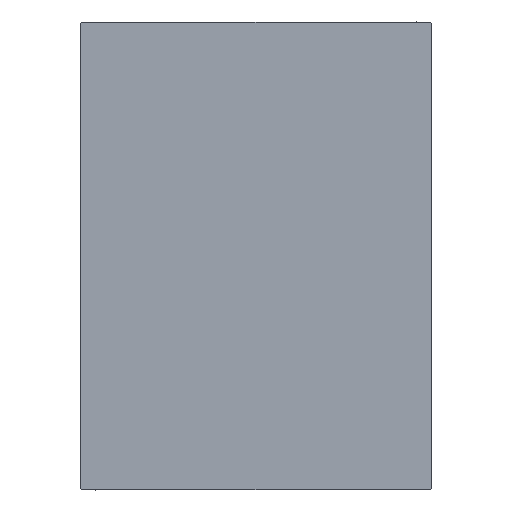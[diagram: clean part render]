
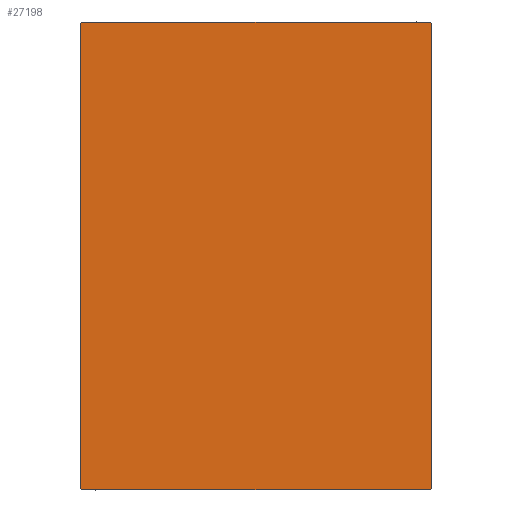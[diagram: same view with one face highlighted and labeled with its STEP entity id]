
A CAD part, left-side view. The second image highlights one B-rep face of the part: STEP entity #27198.
In plain terms, the highlighted face is planar.
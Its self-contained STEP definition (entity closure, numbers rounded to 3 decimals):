
#175 = LINE ( 'NONE', #30123, #842 ) ;
#842 = VECTOR ( 'NONE', #30343, 1000. ) ;
#1503 = DIRECTION ( 'NONE',  ( 0., -1., 0. ) ) ;
#1714 = VERTEX_POINT ( 'NONE', #37275 ) ;
#1725 = CARTESIAN_POINT ( 'NONE',  ( 123., -37.5, 50. ) ) ;
#1850 = LINE ( 'NONE', #24794, #4941 ) ;
#2601 = LINE ( 'NONE', #1725, #21704 ) ;
#4941 = VECTOR ( 'NONE', #28724, 1000. ) ;
#5106 = CARTESIAN_POINT ( 'NONE',  ( 123., -37.5, 49.7 ) ) ;
#5233 = CARTESIAN_POINT ( 'NONE',  ( 123., 37.5, 50. ) ) ;
#6259 = EDGE_CURVE ( 'NONE', #1714, #20117, #38442, .T. ) ;
#6353 = CARTESIAN_POINT ( 'NONE',  ( 123., -37.5, -49.7 ) ) ;
#8651 = ORIENTED_EDGE ( 'NONE', *, *, #40149, .T. ) ;
#8653 = AXIS2_PLACEMENT_3D ( 'NONE', #18426, #25434, #31321 ) ;
#9196 = ORIENTED_EDGE ( 'NONE', *, *, #21555, .T. ) ;
#11067 = VERTEX_POINT ( 'NONE', #17849 ) ;
#11860 = PLANE ( 'NONE',  #8653 ) ;
#11986 = DIRECTION ( 'NONE',  ( 0., 0., -1. ) ) ;
#12251 = ORIENTED_EDGE ( 'NONE', *, *, #42343, .T. ) ;
#13030 = CARTESIAN_POINT ( 'NONE',  ( 123., 37.5, 49.7 ) ) ;
#13951 = EDGE_CURVE ( 'NONE', #41594, #42186, #1850, .T. ) ;
#14063 = ORIENTED_EDGE ( 'NONE', *, *, #6259, .T. ) ;
#14829 = VECTOR ( 'NONE', #26544, 1000. ) ;
#17849 = CARTESIAN_POINT ( 'NONE',  ( 123., -37.2, -50. ) ) ;
#17931 = VERTEX_POINT ( 'NONE', #6353 ) ;
#18426 = CARTESIAN_POINT ( 'NONE',  ( 123., 0., 0. ) ) ;
#18918 = EDGE_CURVE ( 'NONE', #35176, #17931, #2601, .T. ) ;
#20117 = VERTEX_POINT ( 'NONE', #27835 ) ;
#20630 = EDGE_LOOP ( 'NONE', ( #33501, #32733, #8651, #12251, #14063, #35441, #37302, #9196 ) ) ;
#21489 = VECTOR ( 'NONE', #1503, 1000. ) ;
#21555 = EDGE_CURVE ( 'NONE', #17931, #11067, #36527, .T. ) ;
#21704 = VECTOR ( 'NONE', #11986, 1000. ) ;
#23521 = LINE ( 'NONE', #42782, #39483 ) ;
#23992 = CARTESIAN_POINT ( 'NONE',  ( 123., 37.2, -50. ) ) ;
#24508 = EDGE_CURVE ( 'NONE', #11067, #41594, #32067, .T. ) ;
#24658 = VERTEX_POINT ( 'NONE', #13030 ) ;
#24794 = CARTESIAN_POINT ( 'NONE',  ( 123., 43.6, -43.6 ) ) ;
#25434 = DIRECTION ( 'NONE',  ( 1., 0., 0. ) ) ;
#26544 = DIRECTION ( 'NONE',  ( 0., 0., 1. ) ) ;
#27198 = ADVANCED_FACE ( 'NONE', ( #31543 ), #11860, .T. ) ;
#27835 = CARTESIAN_POINT ( 'NONE',  ( 123., -37.2, 50. ) ) ;
#28724 = DIRECTION ( 'NONE',  ( 0., 0.707, 0.707 ) ) ;
#29218 = CARTESIAN_POINT ( 'NONE',  ( 123., -37.5, -50. ) ) ;
#29430 = DIRECTION ( 'NONE',  ( 0., -0.707, -0.707 ) ) ;
#29529 = VECTOR ( 'NONE', #35349, 1000. ) ;
#30123 = CARTESIAN_POINT ( 'NONE',  ( 123., 43.6, 43.6 ) ) ;
#30343 = DIRECTION ( 'NONE',  ( 0., -0.707, 0.707 ) ) ;
#31321 = DIRECTION ( 'NONE',  ( 0., 0., -1. ) ) ;
#31543 = FACE_OUTER_BOUND ( 'NONE', #20630, .T. ) ;
#32067 = LINE ( 'NONE', #29218, #29529 ) ;
#32236 = VECTOR ( 'NONE', #40474, 1000. ) ;
#32733 = ORIENTED_EDGE ( 'NONE', *, *, #13951, .T. ) ;
#33501 = ORIENTED_EDGE ( 'NONE', *, *, #24508, .T. ) ;
#33678 = CARTESIAN_POINT ( 'NONE',  ( 123., 37.5, -49.7 ) ) ;
#35176 = VERTEX_POINT ( 'NONE', #5106 ) ;
#35349 = DIRECTION ( 'NONE',  ( 0., 1., 0. ) ) ;
#35441 = ORIENTED_EDGE ( 'NONE', *, *, #36282, .T. ) ;
#36282 = EDGE_CURVE ( 'NONE', #20117, #35176, #23521, .T. ) ;
#36306 = CARTESIAN_POINT ( 'NONE',  ( 123., -43.6, -43.6 ) ) ;
#36527 = LINE ( 'NONE', #36306, #32236 ) ;
#37275 = CARTESIAN_POINT ( 'NONE',  ( 123., 37.2, 50. ) ) ;
#37302 = ORIENTED_EDGE ( 'NONE', *, *, #18918, .T. ) ;
#38442 = LINE ( 'NONE', #5233, #21489 ) ;
#38586 = LINE ( 'NONE', #43164, #14829 ) ;
#39483 = VECTOR ( 'NONE', #29430, 1000. ) ;
#40149 = EDGE_CURVE ( 'NONE', #42186, #24658, #38586, .T. ) ;
#40474 = DIRECTION ( 'NONE',  ( 0., 0.707, -0.707 ) ) ;
#41594 = VERTEX_POINT ( 'NONE', #23992 ) ;
#42186 = VERTEX_POINT ( 'NONE', #33678 ) ;
#42343 = EDGE_CURVE ( 'NONE', #24658, #1714, #175, .T. ) ;
#42782 = CARTESIAN_POINT ( 'NONE',  ( 123., -43.6, 43.6 ) ) ;
#43164 = CARTESIAN_POINT ( 'NONE',  ( 123., 37.5, -50. ) ) ;
